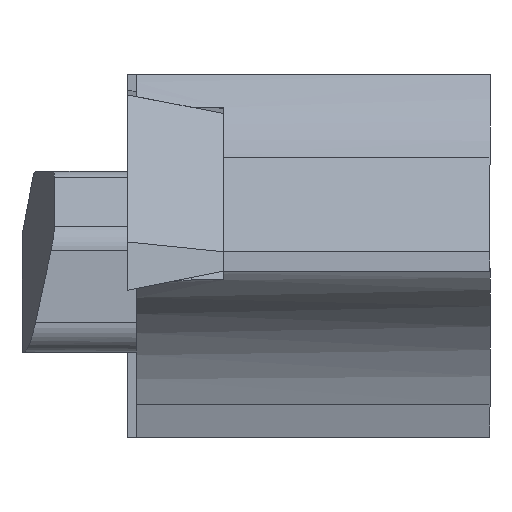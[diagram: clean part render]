
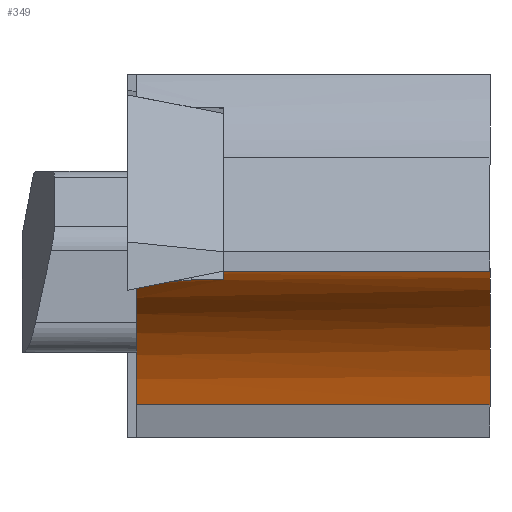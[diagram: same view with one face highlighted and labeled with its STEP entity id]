
A CAD part, left-side view. The second image highlights one B-rep face of the part: STEP entity #349.
In plain terms, the highlighted cylindrical face has radius 6.1 mm (diameter 12.2 mm), a partial arc.
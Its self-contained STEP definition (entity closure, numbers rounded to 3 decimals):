
#29 = AXIS2_PLACEMENT_3D ( 'NONE', #918, #2266, #1106 ) ;
#65 = VERTEX_POINT ( 'NONE', #1888 ) ;
#121 = CARTESIAN_POINT ( 'NONE',  ( -93.684, -12., -18.404 ) ) ;
#123 = CARTESIAN_POINT ( 'NONE',  ( -93.684, -0.3, -24.504 ) ) ;
#267 = VERTEX_POINT ( 'NONE', #723 ) ;
#270 = CARTESIAN_POINT ( 'NONE',  ( -87.792, 126.787, -22.925 ) ) ;
#274 = VECTOR ( 'NONE', #1204, 1000. ) ;
#307 = DIRECTION ( 'NONE',  ( 0., -1., 0. ) ) ;
#314 = DIRECTION ( 'NONE',  ( 0., 0., -1. ) ) ;
#343 = CYLINDRICAL_SURFACE ( 'NONE', #884, 6.1 ) ;
#349 = ADVANCED_FACE ( 'NONE', ( #842 ), #343, .F. ) ;
#360 = CARTESIAN_POINT ( 'NONE',  ( -91.54, -2.099, -18.793 ) ) ;
#454 = VERTEX_POINT ( 'NONE', #1349 ) ;
#466 = DIRECTION ( 'NONE',  ( 0., -1., 0. ) ) ;
#509 = VERTEX_POINT ( 'NONE', #360 ) ;
#605 = AXIS2_PLACEMENT_3D ( 'NONE', #1800, #657, #1990 ) ;
#619 = CIRCLE ( 'NONE', #29, 6.1 ) ;
#657 = DIRECTION ( 'NONE',  ( 0., -1., 0. ) ) ;
#677 = DIRECTION ( 'NONE',  ( 0., -1., 0. ) ) ;
#689 = DIRECTION ( 'NONE',  ( 0., 0., 1. ) ) ;
#694 = EDGE_CURVE ( 'NONE', #509, #2253, #1655, .T. ) ;
#723 = CARTESIAN_POINT ( 'NONE',  ( -87.792, -0.3, -22.925 ) ) ;
#761 = LINE ( 'NONE', #1014, #274 ) ;
#825 = EDGE_CURVE ( 'NONE', #1379, #2190, #761, .T. ) ;
#831 = AXIS2_PLACEMENT_3D ( 'NONE', #1608, #466, #1804 ) ;
#842 = FACE_OUTER_BOUND ( 'NONE', #2240, .T. ) ;
#870 = CARTESIAN_POINT ( 'NONE',  ( -91.54, 126.787, -18.793 ) ) ;
#884 = AXIS2_PLACEMENT_3D ( 'NONE', #1254, #307, #689 ) ;
#918 = CARTESIAN_POINT ( 'NONE',  ( -93.684, -12., -24.504 ) ) ;
#936 = ORIENTED_EDGE ( 'NONE', *, *, #825, .F. ) ;
#952 = CARTESIAN_POINT ( 'NONE',  ( -91.285, -0.912, -18.893 ) ) ;
#963 = ORIENTED_EDGE ( 'NONE', *, *, #694, .T. ) ;
#988 = EDGE_CURVE ( 'NONE', #2395, #454, #2386, .T. ) ;
#1014 = CARTESIAN_POINT ( 'NONE',  ( -93.684, 126.787, -18.404 ) ) ;
#1079 = ORIENTED_EDGE ( 'NONE', *, *, #2146, .F. ) ;
#1106 = DIRECTION ( 'NONE',  ( 0., 0., -1. ) ) ;
#1145 = EDGE_CURVE ( 'NONE', #65, #2190, #619, .T. ) ;
#1175 = AXIS2_PLACEMENT_3D ( 'NONE', #123, #1442, #314 ) ;
#1204 = DIRECTION ( 'NONE',  ( 0., -1., 0. ) ) ;
#1214 = CIRCLE ( 'NONE', #1175, 6.1 ) ;
#1222 = LINE ( 'NONE', #870, #2187 ) ;
#1224 = ORIENTED_EDGE ( 'NONE', *, *, #2355, .T. ) ;
#1254 = CARTESIAN_POINT ( 'NONE',  ( -93.684, 126.787, -24.504 ) ) ;
#1349 = CARTESIAN_POINT ( 'NONE',  ( -93.639, -3.18, -18.404 ) ) ;
#1379 = VERTEX_POINT ( 'NONE', #1932 ) ;
#1442 = DIRECTION ( 'NONE',  ( 0., 1., 0. ) ) ;
#1508 = VECTOR ( 'NONE', #1971, 1000. ) ;
#1555 = CARTESIAN_POINT ( 'NONE',  ( -91.161, -0.3, -18.95 ) ) ;
#1559 = ORIENTED_EDGE ( 'NONE', *, *, #2446, .F. ) ;
#1608 = CARTESIAN_POINT ( 'NONE',  ( -93.684, -3.18, -24.504 ) ) ;
#1655 =( BOUNDED_CURVE ( )  B_SPLINE_CURVE ( 3, ( #1875, #1905, #952, #2301 ),
 .UNSPECIFIED., .F., .T. ) 
 B_SPLINE_CURVE_WITH_KNOTS ( ( 4, 4 ),
 ( 0.987, 1.055 ),
 .UNSPECIFIED. ) 
 CURVE ( )  GEOMETRIC_REPRESENTATION_ITEM ( )  RATIONAL_B_SPLINE_CURVE ( ( 1., 1., 1., 1. ) ) 
 REPRESENTATION_ITEM ( '' )  );
#1672 = CIRCLE ( 'NONE', #605, 6.1 ) ;
#1716 = EDGE_CURVE ( 'NONE', #2253, #267, #1214, .T. ) ;
#1789 = CARTESIAN_POINT ( 'NONE',  ( -91.54, -3.18, -18.793 ) ) ;
#1800 = CARTESIAN_POINT ( 'NONE',  ( -93.684, -3.18, -24.504 ) ) ;
#1804 = DIRECTION ( 'NONE',  ( 0., 0., 1. ) ) ;
#1875 = CARTESIAN_POINT ( 'NONE',  ( -91.54, -2.099, -18.793 ) ) ;
#1887 = ORIENTED_EDGE ( 'NONE', *, *, #1145, .T. ) ;
#1888 = CARTESIAN_POINT ( 'NONE',  ( -87.792, -12., -22.925 ) ) ;
#1905 = CARTESIAN_POINT ( 'NONE',  ( -91.412, -1.512, -18.841 ) ) ;
#1932 = CARTESIAN_POINT ( 'NONE',  ( -93.684, -3.18, -18.404 ) ) ;
#1971 = DIRECTION ( 'NONE',  ( 0., -1., 0. ) ) ;
#1979 = ORIENTED_EDGE ( 'NONE', *, *, #1716, .T. ) ;
#1990 = DIRECTION ( 'NONE',  ( 0., 0., 1. ) ) ;
#2033 = LINE ( 'NONE', #270, #1508 ) ;
#2146 = EDGE_CURVE ( 'NONE', #509, #2395, #1222, .T. ) ;
#2187 = VECTOR ( 'NONE', #677, 1000. ) ;
#2190 = VERTEX_POINT ( 'NONE', #121 ) ;
#2240 = EDGE_LOOP ( 'NONE', ( #936, #1559, #2289, #1079, #963, #1979, #1224, #1887 ) ) ;
#2253 = VERTEX_POINT ( 'NONE', #1555 ) ;
#2266 = DIRECTION ( 'NONE',  ( 0., -1., 0. ) ) ;
#2289 = ORIENTED_EDGE ( 'NONE', *, *, #988, .F. ) ;
#2301 = CARTESIAN_POINT ( 'NONE',  ( -91.161, -0.3, -18.95 ) ) ;
#2355 = EDGE_CURVE ( 'NONE', #267, #65, #2033, .T. ) ;
#2386 = CIRCLE ( 'NONE', #831, 6.1 ) ;
#2395 = VERTEX_POINT ( 'NONE', #1789 ) ;
#2446 = EDGE_CURVE ( 'NONE', #454, #1379, #1672, .T. ) ;
